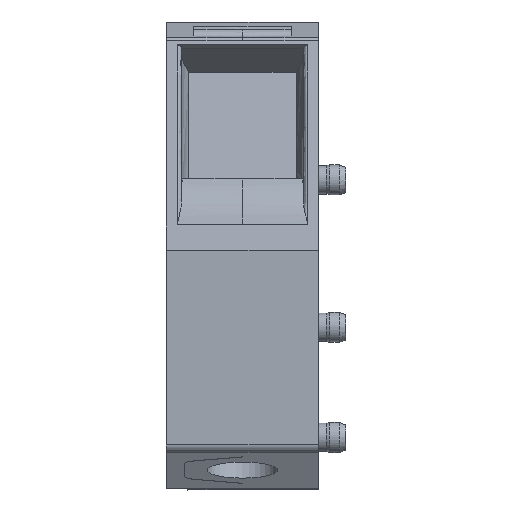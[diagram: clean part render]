
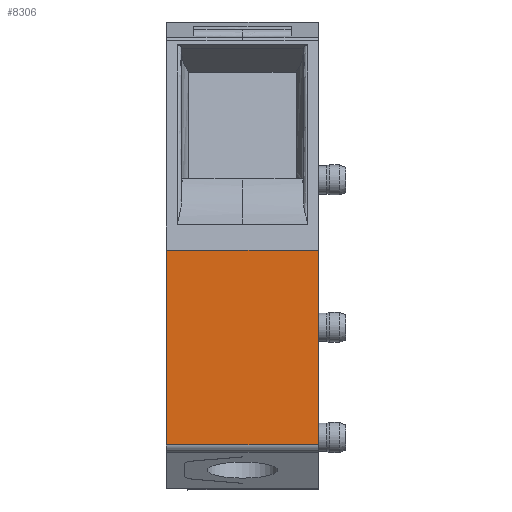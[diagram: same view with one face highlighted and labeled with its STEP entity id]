
A CAD part, left-side view. The second image highlights one B-rep face of the part: STEP entity #8306.
In plain terms, the highlighted planar face has unit normal (-1, 0, 0).
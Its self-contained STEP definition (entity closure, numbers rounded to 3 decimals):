
#6201=CARTESIAN_POINT('',(-24.3,0.,-12.685));
#6202=VERTEX_POINT('',#6201);
#6209=CARTESIAN_POINT('',(-24.3,0.,-25.634));
#6210=VERTEX_POINT('',#6209);
#6211=CARTESIAN_POINT('',(-24.3,0.,-25.634));
#6212=DIRECTION('',(0.,0.,1.));
#6213=VECTOR('',#6212,12.949);
#6214=LINE('',#6211,#6213);
#6215=EDGE_CURVE('',#6210,#6202,#6214,.T.);
#8222=CARTESIAN_POINT('',(-24.3,10.1,-12.685));
#8223=VERTEX_POINT('',#8222);
#8230=CARTESIAN_POINT('',(-24.3,0.,-12.685));
#8231=DIRECTION('',(0.,1.,0.));
#8232=VECTOR('',#8231,10.1);
#8233=LINE('',#8230,#8232);
#8234=EDGE_CURVE('',#6202,#8223,#8233,.T.);
#8283=CARTESIAN_POINT('',(-24.3,5.05,-19.16));
#8284=DIRECTION('',(0.,0.,1.));
#8285=DIRECTION('',(-1.,0.,0.));
#8286=AXIS2_PLACEMENT_3D('',#8283,#8285,#8284);
#8287=PLANE('',#8286);
#8288=ORIENTED_EDGE('',*,*,#6215,.T.);
#8289=ORIENTED_EDGE('',*,*,#8234,.T.);
#8290=CARTESIAN_POINT('',(-24.3,10.1,-25.634));
#8291=VERTEX_POINT('',#8290);
#8292=CARTESIAN_POINT('',(-24.3,10.1,-12.685));
#8293=DIRECTION('',(0.,0.,-1.));
#8294=VECTOR('',#8293,12.949);
#8295=LINE('',#8292,#8294);
#8296=EDGE_CURVE('',#8223,#8291,#8295,.T.);
#8297=ORIENTED_EDGE('E1644',*,*,#8296,.T.);
#8298=CARTESIAN_POINT('',(-24.3,0.,-25.634));
#8299=DIRECTION('',(0.,1.,0.));
#8300=VECTOR('',#8299,10.1);
#8301=LINE('',#8298,#8300);
#8302=EDGE_CURVE('',#6210,#8291,#8301,.T.);
#8303=ORIENTED_EDGE('E762',*,*,#8302,.F.);
#8304=EDGE_LOOP('',(#8288,#8289,#8297,#8303));
#8305=FACE_OUTER_BOUND('',#8304,.T.);
#8306=ADVANCED_FACE('F1553',(#8305),#8287,.T.);
